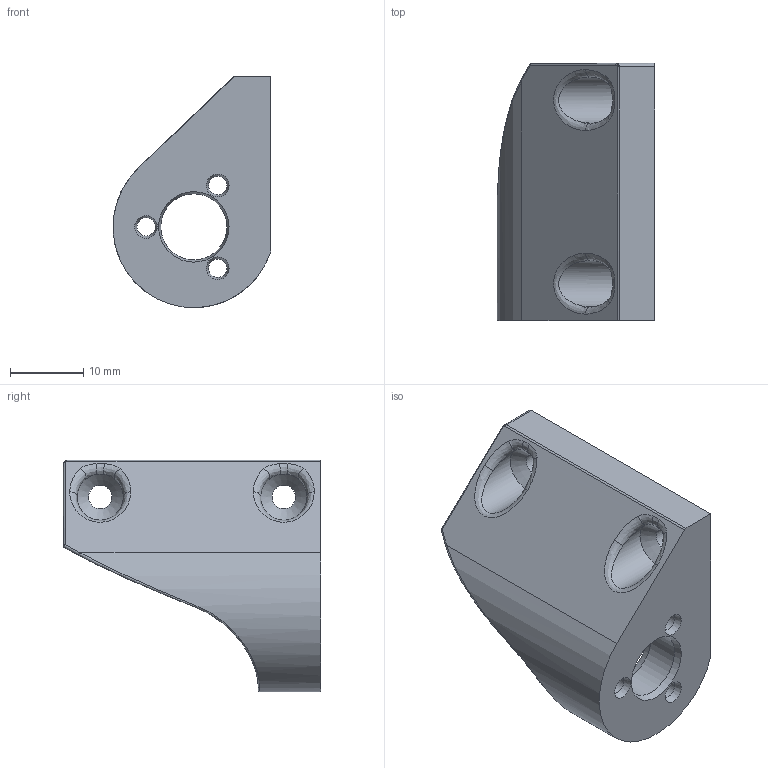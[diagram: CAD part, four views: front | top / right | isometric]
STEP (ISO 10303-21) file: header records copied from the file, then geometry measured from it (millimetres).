
FILE_DESCRIPTION(/* description */ (''),/* implementation_level */ '2;1');
FILE_NAME(/* name */ 'LEADSCREW_NUT_MOUNT_V01.step',/* time_stamp */ '2023-01-15T00:40:41+01:00',/* author */ (''),/* organization */ (''),/* preprocessor_version */ 'ST-DEVELOPER v19.2',/* originating_system */ 'Autodesk Translation Framework v11.17.0.187',/* authorisation */ '');
FILE_SCHEMA (('AUTOMOTIVE_DESIGN { 1 0 10303 214 3 1 1 }'));
Length unit declared in the file: millimetre
Products named in the file (1): LEADSCREW_NUT_MOUNT_V01_PR
Bounding box: 21.5 x 35 x 31.5 mm (x, y, z)
Volume: 5821.9 mm3; surface area: 3933.5 mm2
Topology: 1 solids, 1 shells, 60 faces, 157 edges, 99 vertices
Faces by surface type: cylinder 18, bspline 18, plane 10, cone 10, torus 4
Full cylindrical faces by diameter (mm): 2.5 x3, 3.2 x2, 9 x1, 20.5 x1
Entity records: 4744 total; most frequent: CARTESIAN_POINT 3291, ORIENTED_EDGE 314, DIRECTION 276, EDGE_CURVE 157, AXIS2_PLACEMENT_3D 116, VERTEX_POINT 99, EDGE_LOOP 72, CIRCLE 70
